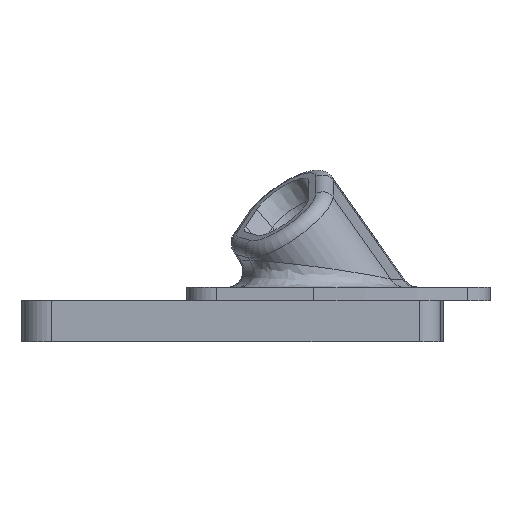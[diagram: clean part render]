
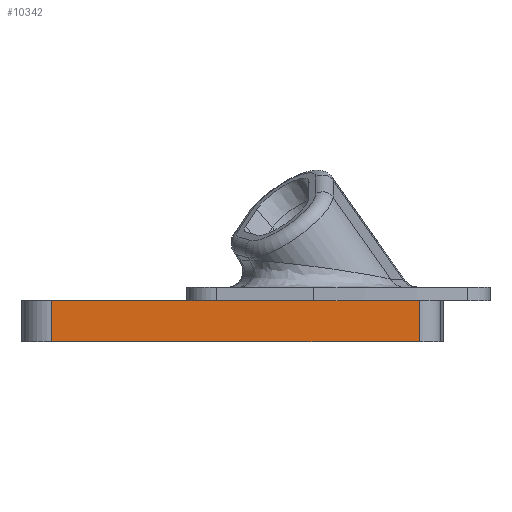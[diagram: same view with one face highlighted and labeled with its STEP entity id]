
A CAD part, left-side view. The second image highlights one B-rep face of the part: STEP entity #10342.
In plain terms, the highlighted planar face has unit normal (-1, 0, 0).
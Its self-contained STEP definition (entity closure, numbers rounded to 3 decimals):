
#4883 = PLANE('',#4884);
#4884 = AXIS2_PLACEMENT_3D('',#4885,#4886,#4887);
#4885 = CARTESIAN_POINT('',(0.,0.,-1.6));
#4886 = DIRECTION('',(0.,0.,1.));
#4887 = DIRECTION('',(1.,0.,0.));
#5346 = VERTEX_POINT('',#5347);
#5347 = CARTESIAN_POINT('',(-72.8,18.4,-1.6));
#5361 = PLANE('',#5362);
#5362 = AXIS2_PLACEMENT_3D('',#5363,#5364,#5365);
#5363 = CARTESIAN_POINT('',(0.,12.8,-1.6));
#5364 = DIRECTION('',(0.,0.,-1.));
#5365 = DIRECTION('',(-1.,0.,0.));
#8331 = EDGE_CURVE('',#5346,#8332,#8334,.T.);
#8332 = VERTEX_POINT('',#8333);
#8333 = CARTESIAN_POINT('',(-72.8,-9.8,-1.6));
#8334 = SURFACE_CURVE('',#8335,(#8339,#8346),.PCURVE_S1.);
#8335 = LINE('',#8336,#8337);
#8336 = CARTESIAN_POINT('',(-72.8,-4.9,-1.6));
#8337 = VECTOR('',#8338,1.);
#8338 = DIRECTION('',(0.,-1.,0.));
#8339 = PCURVE('',#4883,#8340);
#8340 = DEFINITIONAL_REPRESENTATION('',(#8341),#8345);
#8341 = LINE('',#8342,#8343);
#8342 = CARTESIAN_POINT('',(-72.8,-4.9));
#8343 = VECTOR('',#8344,1.);
#8344 = DIRECTION('',(0.,-1.));
#8345 = ( GEOMETRIC_REPRESENTATION_CONTEXT(2) 
PARAMETRIC_REPRESENTATION_CONTEXT() REPRESENTATION_CONTEXT('2D SPACE',''
  ) );
#8346 = PCURVE('',#8347,#8352);
#8347 = PLANE('',#8348);
#8348 = AXIS2_PLACEMENT_3D('',#8349,#8350,#8351);
#8349 = CARTESIAN_POINT('',(-72.8,-9.8,-1.6));
#8350 = DIRECTION('',(-1.,0.,0.));
#8351 = DIRECTION('',(0.,1.,0.));
#8352 = DEFINITIONAL_REPRESENTATION('',(#8353),#8357);
#8353 = LINE('',#8354,#8355);
#8354 = CARTESIAN_POINT('',(4.9,0.));
#8355 = VECTOR('',#8356,1.);
#8356 = DIRECTION('',(-1.,0.));
#8357 = ( GEOMETRIC_REPRESENTATION_CONTEXT(2) 
PARAMETRIC_REPRESENTATION_CONTEXT() REPRESENTATION_CONTEXT('2D SPACE',''
  ) );
#8376 = CYLINDRICAL_SURFACE('',#8377,2.6);
#8377 = AXIS2_PLACEMENT_3D('',#8378,#8379,#8380);
#8378 = CARTESIAN_POINT('',(-70.2,-9.8,-1.6));
#8379 = DIRECTION('',(0.,0.,-1.));
#8380 = DIRECTION('',(0.,-1.,0.));
#8682 = VERTEX_POINT('',#8683);
#8683 = CARTESIAN_POINT('',(-72.8,34.8,-1.6));
#8698 = CYLINDRICAL_SURFACE('',#8699,3.6);
#8699 = AXIS2_PLACEMENT_3D('',#8700,#8701,#8702);
#8700 = CARTESIAN_POINT('',(-69.2,34.8,-1.6));
#8701 = DIRECTION('',(0.,0.,-1.));
#8702 = DIRECTION('',(-1.,0.,0.));
#8710 = EDGE_CURVE('',#5346,#8682,#8711,.T.);
#8711 = SURFACE_CURVE('',#8712,(#8716,#8723),.PCURVE_S1.);
#8712 = LINE('',#8713,#8714);
#8713 = CARTESIAN_POINT('',(-72.8,-9.8,-1.6));
#8714 = VECTOR('',#8715,1.);
#8715 = DIRECTION('',(0.,1.,0.));
#8716 = PCURVE('',#5361,#8717);
#8717 = DEFINITIONAL_REPRESENTATION('',(#8718),#8722);
#8718 = LINE('',#8719,#8720);
#8719 = CARTESIAN_POINT('',(72.8,-22.6));
#8720 = VECTOR('',#8721,1.);
#8721 = DIRECTION('',(0.,1.));
#8722 = ( GEOMETRIC_REPRESENTATION_CONTEXT(2) 
PARAMETRIC_REPRESENTATION_CONTEXT() REPRESENTATION_CONTEXT('2D SPACE',''
  ) );
#8723 = PCURVE('',#8347,#8724);
#8724 = DEFINITIONAL_REPRESENTATION('',(#8725),#8729);
#8725 = LINE('',#8726,#8727);
#8726 = CARTESIAN_POINT('',(0.,0.));
#8727 = VECTOR('',#8728,1.);
#8728 = DIRECTION('',(1.,0.));
#8729 = ( GEOMETRIC_REPRESENTATION_CONTEXT(2) 
PARAMETRIC_REPRESENTATION_CONTEXT() REPRESENTATION_CONTEXT('2D SPACE',''
  ) );
#10342 = ADVANCED_FACE('',(#10343),#8347,.T.);
#10343 = FACE_BOUND('',#10344,.T.);
#10344 = EDGE_LOOP('',(#10345,#10346,#10347,#10370,#10398));
#10345 = ORIENTED_EDGE('',*,*,#8331,.F.);
#10346 = ORIENTED_EDGE('',*,*,#8710,.T.);
#10347 = ORIENTED_EDGE('',*,*,#10348,.T.);
#10348 = EDGE_CURVE('',#8682,#10349,#10351,.T.);
#10349 = VERTEX_POINT('',#10350);
#10350 = CARTESIAN_POINT('',(-72.8,34.8,-6.6));
#10351 = SURFACE_CURVE('',#10352,(#10356,#10363),.PCURVE_S1.);
#10352 = LINE('',#10353,#10354);
#10353 = CARTESIAN_POINT('',(-72.8,34.8,-1.6));
#10354 = VECTOR('',#10355,1.);
#10355 = DIRECTION('',(0.,0.,-1.));
#10356 = PCURVE('',#8347,#10357);
#10357 = DEFINITIONAL_REPRESENTATION('',(#10358),#10362);
#10358 = LINE('',#10359,#10360);
#10359 = CARTESIAN_POINT('',(44.6,0.));
#10360 = VECTOR('',#10361,1.);
#10361 = DIRECTION('',(0.,1.));
#10362 = ( GEOMETRIC_REPRESENTATION_CONTEXT(2) 
PARAMETRIC_REPRESENTATION_CONTEXT() REPRESENTATION_CONTEXT('2D SPACE',''
  ) );
#10363 = PCURVE('',#8698,#10364);
#10364 = DEFINITIONAL_REPRESENTATION('',(#10365),#10369);
#10365 = LINE('',#10366,#10367);
#10366 = CARTESIAN_POINT('',(0.,0.));
#10367 = VECTOR('',#10368,1.);
#10368 = DIRECTION('',(0.,1.));
#10369 = ( GEOMETRIC_REPRESENTATION_CONTEXT(2) 
PARAMETRIC_REPRESENTATION_CONTEXT() REPRESENTATION_CONTEXT('2D SPACE',''
  ) );
#10370 = ORIENTED_EDGE('',*,*,#10371,.F.);
#10371 = EDGE_CURVE('',#10372,#10349,#10374,.T.);
#10372 = VERTEX_POINT('',#10373);
#10373 = CARTESIAN_POINT('',(-72.8,-9.8,-6.6));
#10374 = SURFACE_CURVE('',#10375,(#10379,#10386),.PCURVE_S1.);
#10375 = LINE('',#10376,#10377);
#10376 = CARTESIAN_POINT('',(-72.8,-9.8,-6.6));
#10377 = VECTOR('',#10378,1.);
#10378 = DIRECTION('',(0.,1.,0.));
#10379 = PCURVE('',#8347,#10380);
#10380 = DEFINITIONAL_REPRESENTATION('',(#10381),#10385);
#10381 = LINE('',#10382,#10383);
#10382 = CARTESIAN_POINT('',(0.,5.));
#10383 = VECTOR('',#10384,1.);
#10384 = DIRECTION('',(1.,0.));
#10385 = ( GEOMETRIC_REPRESENTATION_CONTEXT(2) 
PARAMETRIC_REPRESENTATION_CONTEXT() REPRESENTATION_CONTEXT('2D SPACE',''
  ) );
#10386 = PCURVE('',#10387,#10392);
#10387 = PLANE('',#10388);
#10388 = AXIS2_PLACEMENT_3D('',#10389,#10390,#10391);
#10389 = CARTESIAN_POINT('',(0.,12.8,-6.6));
#10390 = DIRECTION('',(0.,0.,-1.));
#10391 = DIRECTION('',(-1.,0.,0.));
#10392 = DEFINITIONAL_REPRESENTATION('',(#10393),#10397);
#10393 = LINE('',#10394,#10395);
#10394 = CARTESIAN_POINT('',(72.8,-22.6));
#10395 = VECTOR('',#10396,1.);
#10396 = DIRECTION('',(0.,1.));
#10397 = ( GEOMETRIC_REPRESENTATION_CONTEXT(2) 
PARAMETRIC_REPRESENTATION_CONTEXT() REPRESENTATION_CONTEXT('2D SPACE',''
  ) );
#10398 = ORIENTED_EDGE('',*,*,#10399,.F.);
#10399 = EDGE_CURVE('',#8332,#10372,#10400,.T.);
#10400 = SURFACE_CURVE('',#10401,(#10405,#10412),.PCURVE_S1.);
#10401 = LINE('',#10402,#10403);
#10402 = CARTESIAN_POINT('',(-72.8,-9.8,-1.6));
#10403 = VECTOR('',#10404,1.);
#10404 = DIRECTION('',(0.,0.,-1.));
#10405 = PCURVE('',#8347,#10406);
#10406 = DEFINITIONAL_REPRESENTATION('',(#10407),#10411);
#10407 = LINE('',#10408,#10409);
#10408 = CARTESIAN_POINT('',(0.,0.));
#10409 = VECTOR('',#10410,1.);
#10410 = DIRECTION('',(0.,1.));
#10411 = ( GEOMETRIC_REPRESENTATION_CONTEXT(2) 
PARAMETRIC_REPRESENTATION_CONTEXT() REPRESENTATION_CONTEXT('2D SPACE',''
  ) );
#10412 = PCURVE('',#8376,#10413);
#10413 = DEFINITIONAL_REPRESENTATION('',(#10414),#10418);
#10414 = LINE('',#10415,#10416);
#10415 = CARTESIAN_POINT('',(1.571,0.));
#10416 = VECTOR('',#10417,1.);
#10417 = DIRECTION('',(0.,1.));
#10418 = ( GEOMETRIC_REPRESENTATION_CONTEXT(2) 
PARAMETRIC_REPRESENTATION_CONTEXT() REPRESENTATION_CONTEXT('2D SPACE',''
  ) );
